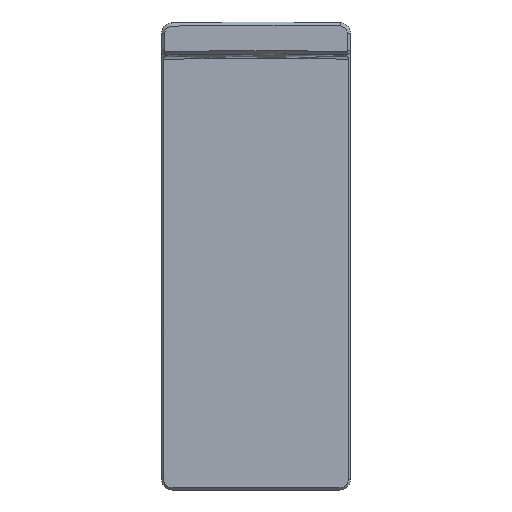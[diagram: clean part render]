
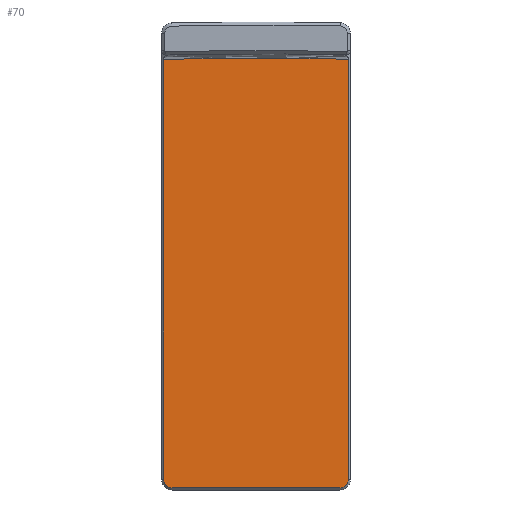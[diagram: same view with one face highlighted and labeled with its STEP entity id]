
A CAD part, top view. The second image highlights one B-rep face of the part: STEP entity #70.
In plain terms, the highlighted planar face has unit normal (0, 0, 1).
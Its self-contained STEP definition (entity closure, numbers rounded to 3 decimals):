
#70=ADVANCED_FACE('',(#120),#106,.T.);
#106=PLANE('',#614);
#120=FACE_OUTER_BOUND('',#156,.T.);
#156=EDGE_LOOP('',(#220,#221,#222,#223,#224,#225));
#192=CIRCLE('',#611,348.069);
#193=CIRCLE('',#612,0.8);
#194=CIRCLE('',#613,0.8);
#220=ORIENTED_EDGE('',*,*,#432,.F.);
#221=ORIENTED_EDGE('',*,*,#433,.T.);
#222=ORIENTED_EDGE('',*,*,#434,.F.);
#223=ORIENTED_EDGE('',*,*,#435,.F.);
#224=ORIENTED_EDGE('',*,*,#436,.F.);
#225=ORIENTED_EDGE('',*,*,#437,.F.);
#384=VERTEX_POINT('',#867);
#385=VERTEX_POINT('',#868);
#386=VERTEX_POINT('',#870);
#387=VERTEX_POINT('',#872);
#388=VERTEX_POINT('',#874);
#389=VERTEX_POINT('',#876);
#432=EDGE_CURVE('',#384,#385,#514,.T.);
#433=EDGE_CURVE('',#384,#386,#192,.T.);
#434=EDGE_CURVE('',#387,#386,#515,.T.);
#435=EDGE_CURVE('',#388,#387,#193,.T.);
#436=EDGE_CURVE('',#389,#388,#516,.T.);
#437=EDGE_CURVE('',#385,#389,#194,.T.);
#514=LINE('',#866,#562);
#515=LINE('',#871,#563);
#516=LINE('',#875,#564);
#562=VECTOR('',#681,1.);
#563=VECTOR('',#684,1.);
#564=VECTOR('',#687,1.);
#611=AXIS2_PLACEMENT_3D('',#869,#682,#683);
#612=AXIS2_PLACEMENT_3D('',#873,#685,#686);
#613=AXIS2_PLACEMENT_3D('',#877,#688,#689);
#614=AXIS2_PLACEMENT_3D('',#878,#690,#691);
#681=DIRECTION('',(0.,-1.,0.));
#682=DIRECTION('',(0.,0.,1.));
#683=DIRECTION('',(1.,0.,0.));
#684=DIRECTION('',(0.,1.,0.));
#685=DIRECTION('',(0.,0.,-1.));
#686=DIRECTION('',(-0.707,-0.707,0.));
#687=DIRECTION('',(-1.,0.,0.));
#688=DIRECTION('',(0.,0.,-1.));
#689=DIRECTION('',(0.707,-0.707,0.));
#690=DIRECTION('',(0.,0.,1.));
#691=DIRECTION('',(-1.,0.,0.));
#866=CARTESIAN_POINT('',(-93.176,-70.486,77.2));
#867=CARTESIAN_POINT('',(-93.176,-45.469,77.2));
#868=CARTESIAN_POINT('',(-93.176,-85.049,77.2));
#869=CARTESIAN_POINT('',(-101.573,-393.436,77.2));
#870=CARTESIAN_POINT('',(-110.576,-45.484,77.2));
#871=CARTESIAN_POINT('',(-110.576,-39.588,77.2));
#872=CARTESIAN_POINT('',(-110.576,-85.049,77.2));
#873=CARTESIAN_POINT('',(-109.776,-85.049,77.2));
#874=CARTESIAN_POINT('',(-109.776,-85.849,77.2));
#875=CARTESIAN_POINT('',(-106.376,-85.849,77.2));
#876=CARTESIAN_POINT('',(-93.976,-85.849,77.2));
#877=CARTESIAN_POINT('',(-93.976,-85.049,77.2));
#878=CARTESIAN_POINT('',(-101.876,-54.924,77.2));
